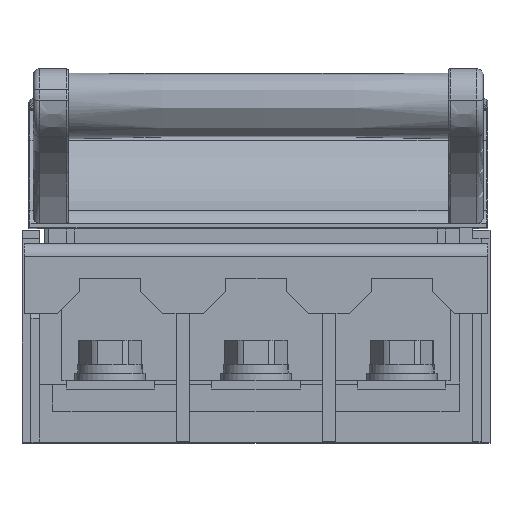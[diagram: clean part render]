
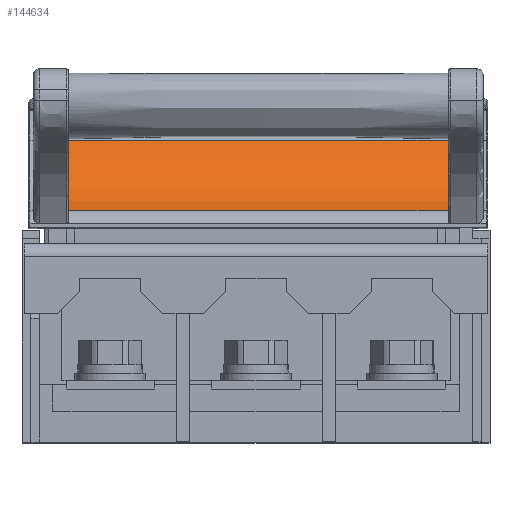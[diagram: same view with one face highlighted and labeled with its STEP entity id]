
A CAD part, top view. The second image highlights one B-rep face of the part: STEP entity #144634.
In plain terms, the highlighted cylindrical face has radius 27 mm (diameter 54 mm), a partial arc.
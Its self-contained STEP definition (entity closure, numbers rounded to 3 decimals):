
#521 = CARTESIAN_POINT ( 'NONE',  ( -95.5, 68.341, 142.048 ) ) ;
#5943 = DIRECTION ( 'NONE',  ( -1., 0., 0. ) ) ;
#9171 = ORIENTED_EDGE ( 'NONE', *, *, #132582, .T. ) ;
#21860 = CARTESIAN_POINT ( 'NONE',  ( -104.5, 77.575, 167.42 ) ) ;
#27836 = LINE ( 'NONE', #64127, #71786 ) ;
#38328 = FACE_OUTER_BOUND ( 'NONE', #107014, .T. ) ;
#46686 = AXIS2_PLACEMENT_3D ( 'NONE', #170819, #71845, #187367 ) ;
#64127 = CARTESIAN_POINT ( 'NONE',  ( -95.5, 52.542, 157.303 ) ) ;
#66020 = AXIS2_PLACEMENT_3D ( 'NONE', #104907, #5943, #121532 ) ;
#71340 = ORIENTED_EDGE ( 'NONE', *, *, #190786, .T. ) ;
#71786 = VECTOR ( 'NONE', #80739, 1000. ) ;
#71845 = DIRECTION ( 'NONE',  ( 1., 0., 0. ) ) ;
#75612 = VERTEX_POINT ( 'NONE', #141795 ) ;
#80739 = DIRECTION ( 'NONE',  ( 1., 0., 0. ) ) ;
#83008 = EDGE_CURVE ( 'NONE', #185940, #190821, #89985, .T. ) ;
#83657 = EDGE_CURVE ( 'NONE', #185940, #127353, #115661, .T. ) ;
#89985 = CIRCLE ( 'NONE', #66020, 27. ) ;
#104907 = CARTESIAN_POINT ( 'NONE',  ( -95.5, 77.575, 167.42 ) ) ;
#107014 = EDGE_LOOP ( 'NONE', ( #193216, #205923, #71340, #9171 ) ) ;
#113855 = DIRECTION ( 'NONE',  ( 1., 0., 0. ) ) ;
#115661 = LINE ( 'NONE', #212681, #208636 ) ;
#121152 = CYLINDRICAL_SURFACE ( 'NONE', #186321, 27. ) ;
#121532 = DIRECTION ( 'NONE',  ( 0., 0., 1. ) ) ;
#127353 = VERTEX_POINT ( 'NONE', #178011 ) ;
#132582 = EDGE_CURVE ( 'NONE', #75612, #127353, #138386, .T. ) ;
#138386 = CIRCLE ( 'NONE', #46686, 27. ) ;
#141795 = CARTESIAN_POINT ( 'NONE',  ( -9.5, 52.542, 157.303 ) ) ;
#144634 = ADVANCED_FACE ( 'NONE', ( #38328 ), #121152, .F. ) ;
#154037 = DIRECTION ( 'NONE',  ( 0., -0.342, -0.94 ) ) ;
#163059 = CARTESIAN_POINT ( 'NONE',  ( -95.5, 52.542, 157.303 ) ) ;
#170819 = CARTESIAN_POINT ( 'NONE',  ( -9.5, 77.575, 167.42 ) ) ;
#178011 = CARTESIAN_POINT ( 'NONE',  ( -9.5, 68.341, 142.048 ) ) ;
#185940 = VERTEX_POINT ( 'NONE', #521 ) ;
#186321 = AXIS2_PLACEMENT_3D ( 'NONE', #21860, #203076, #154037 ) ;
#187367 = DIRECTION ( 'NONE',  ( 0., 0., 1. ) ) ;
#190786 = EDGE_CURVE ( 'NONE', #190821, #75612, #27836, .T. ) ;
#190821 = VERTEX_POINT ( 'NONE', #163059 ) ;
#193216 = ORIENTED_EDGE ( 'NONE', *, *, #83657, .F. ) ;
#203076 = DIRECTION ( 'NONE',  ( 1., 0., 0. ) ) ;
#205923 = ORIENTED_EDGE ( 'NONE', *, *, #83008, .T. ) ;
#208636 = VECTOR ( 'NONE', #113855, 1000. ) ;
#212681 = CARTESIAN_POINT ( 'NONE',  ( -104.5, 68.341, 142.048 ) ) ;
